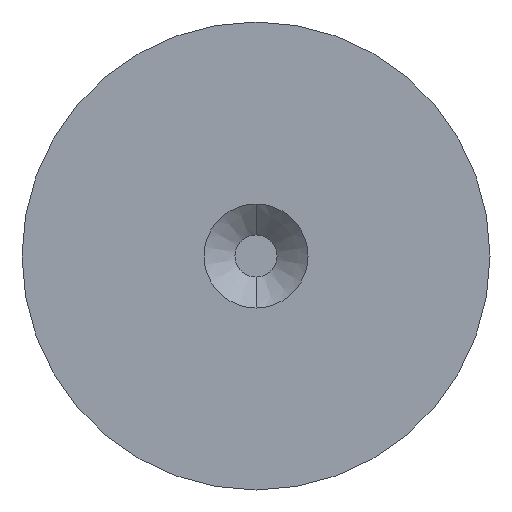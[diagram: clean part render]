
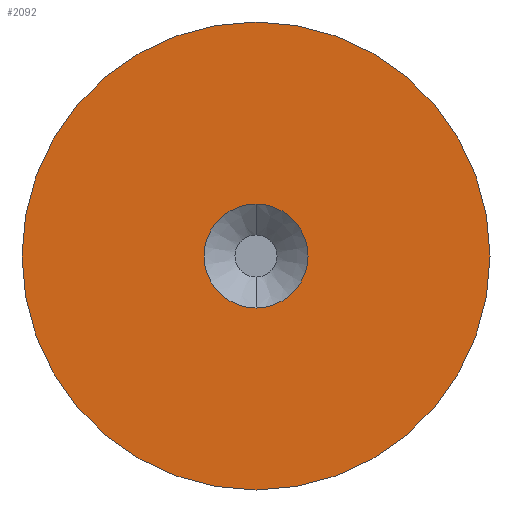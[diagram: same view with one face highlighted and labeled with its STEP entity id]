
A CAD part, front view. The second image highlights one B-rep face of the part: STEP entity #2092.
In plain terms, the highlighted planar face has unit normal (0, -1, 0).
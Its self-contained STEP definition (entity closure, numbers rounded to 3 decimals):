
#58 = DIRECTION ( 'NONE',  ( 0., 0., -1. ) ) ;
#188 = CARTESIAN_POINT ( 'NONE',  ( 0., -2., -1. ) ) ;
#427 = CIRCLE ( 'NONE', #2218, 1. ) ;
#451 = DIRECTION ( 'NONE',  ( 0., -1., 0. ) ) ;
#551 = DIRECTION ( 'NONE',  ( 0., 0., -1. ) ) ;
#629 = EDGE_LOOP ( 'NONE', ( #1119, #1496 ) ) ;
#840 = DIRECTION ( 'NONE',  ( 0., 0., -1. ) ) ;
#912 = EDGE_CURVE ( 'NONE', #2813, #1879, #1544, .T. ) ;
#918 = CARTESIAN_POINT ( 'NONE',  ( 0., -2., 4.5 ) ) ;
#949 = DIRECTION ( 'NONE',  ( 0., -1., 0. ) ) ;
#960 = EDGE_CURVE ( 'NONE', #1879, #2813, #1461, .T. ) ;
#1119 = ORIENTED_EDGE ( 'NONE', *, *, #1497, .F. ) ;
#1461 = CIRCLE ( 'NONE', #2588, 4.5 ) ;
#1485 = VERTEX_POINT ( 'NONE', #188 ) ;
#1496 = ORIENTED_EDGE ( 'NONE', *, *, #2834, .F. ) ;
#1497 = EDGE_CURVE ( 'NONE', #1485, #2327, #427, .T. ) ;
#1543 = CARTESIAN_POINT ( 'NONE',  ( 0., -2., 0. ) ) ;
#1544 = CIRCLE ( 'NONE', #2108, 4.5 ) ;
#1565 = ORIENTED_EDGE ( 'NONE', *, *, #960, .T. ) ;
#1668 = CARTESIAN_POINT ( 'NONE',  ( 0., -2., 0. ) ) ;
#1720 = CARTESIAN_POINT ( 'NONE',  ( 0., -2., 1. ) ) ;
#1796 = FACE_OUTER_BOUND ( 'NONE', #2692, .T. ) ;
#1809 = CARTESIAN_POINT ( 'NONE',  ( 0., -2., -4.5 ) ) ;
#1816 = DIRECTION ( 'NONE',  ( 0., 0., -1. ) ) ;
#1879 = VERTEX_POINT ( 'NONE', #918 ) ;
#2037 = CIRCLE ( 'NONE', #2319, 1. ) ;
#2083 = CARTESIAN_POINT ( 'NONE',  ( 0., -2., 0. ) ) ;
#2092 = ADVANCED_FACE ( 'NONE', ( #2914, #1796 ), #2474, .T. ) ;
#2108 = AXIS2_PLACEMENT_3D ( 'NONE', #1668, #949, #551 ) ;
#2218 = AXIS2_PLACEMENT_3D ( 'NONE', #2258, #2684, #1816 ) ;
#2252 = DIRECTION ( 'NONE',  ( 0., 0., -1. ) ) ;
#2258 = CARTESIAN_POINT ( 'NONE',  ( 0., -2., 0. ) ) ;
#2319 = AXIS2_PLACEMENT_3D ( 'NONE', #2083, #2513, #58 ) ;
#2327 = VERTEX_POINT ( 'NONE', #1720 ) ;
#2387 = ORIENTED_EDGE ( 'NONE', *, *, #912, .T. ) ;
#2474 = PLANE ( 'NONE',  #2696 ) ;
#2513 = DIRECTION ( 'NONE',  ( 0., -1., 0. ) ) ;
#2588 = AXIS2_PLACEMENT_3D ( 'NONE', #2878, #2628, #840 ) ;
#2628 = DIRECTION ( 'NONE',  ( 0., -1., 0. ) ) ;
#2684 = DIRECTION ( 'NONE',  ( 0., -1., 0. ) ) ;
#2692 = EDGE_LOOP ( 'NONE', ( #1565, #2387 ) ) ;
#2696 = AXIS2_PLACEMENT_3D ( 'NONE', #1543, #451, #2252 ) ;
#2813 = VERTEX_POINT ( 'NONE', #1809 ) ;
#2834 = EDGE_CURVE ( 'NONE', #2327, #1485, #2037, .T. ) ;
#2878 = CARTESIAN_POINT ( 'NONE',  ( 0., -2., 0. ) ) ;
#2914 = FACE_BOUND ( 'NONE', #629, .T. ) ;
